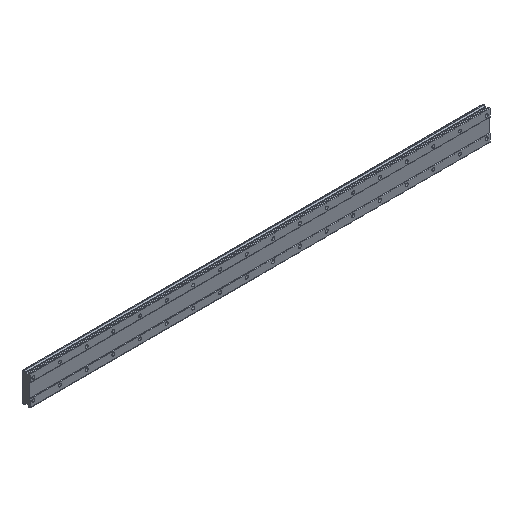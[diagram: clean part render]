
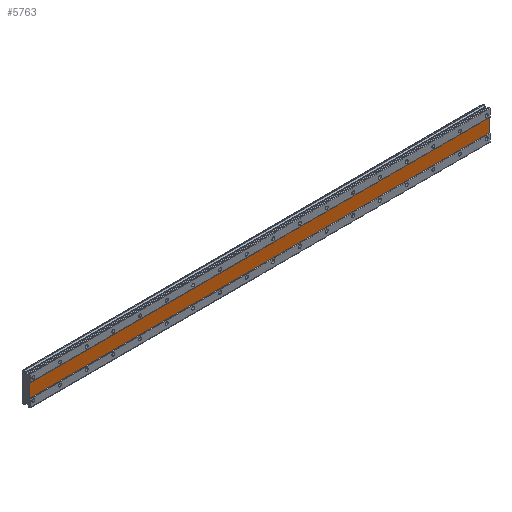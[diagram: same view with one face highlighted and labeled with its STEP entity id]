
A CAD part, isometric view. The second image highlights one B-rep face of the part: STEP entity #5763.
In plain terms, the highlighted planar face has unit normal (0, -1, 0).
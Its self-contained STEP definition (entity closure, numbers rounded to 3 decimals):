
#308 = VECTOR ( 'NONE', #5856, 1000. ) ;
#403 = VERTEX_POINT ( 'NONE', #1277 ) ;
#466 = AXIS2_PLACEMENT_3D ( 'NONE', #5498, #940, #829 ) ;
#700 = CARTESIAN_POINT ( 'NONE',  ( -10., 1., 20. ) ) ;
#829 = DIRECTION ( 'NONE',  ( 0., 0., 1. ) ) ;
#834 = DIRECTION ( 'NONE',  ( 0., 0., -1. ) ) ;
#906 = FACE_OUTER_BOUND ( 'NONE', #6680, .T. ) ;
#940 = DIRECTION ( 'NONE',  ( 0., 1., 0. ) ) ;
#990 = EDGE_CURVE ( 'NONE', #2816, #403, #6614, .T. ) ;
#1277 = CARTESIAN_POINT ( 'NONE',  ( 1370., 1., -20. ) ) ;
#1685 = EDGE_CURVE ( 'NONE', #4047, #2816, #3751, .T. ) ;
#1753 = EDGE_CURVE ( 'NONE', #403, #5313, #6422, .T. ) ;
#1856 = CARTESIAN_POINT ( 'NONE',  ( -10., 1., 20. ) ) ;
#2310 = DIRECTION ( 'NONE',  ( -1., 0., 0. ) ) ;
#2708 = ORIENTED_EDGE ( 'NONE', *, *, #5039, .F. ) ;
#2756 = CARTESIAN_POINT ( 'NONE',  ( 1370., 1., 20. ) ) ;
#2787 = DIRECTION ( 'NONE',  ( 0., 0., 1. ) ) ;
#2816 = VERTEX_POINT ( 'NONE', #2756 ) ;
#3008 = PLANE ( 'NONE',  #466 ) ;
#3339 = ORIENTED_EDGE ( 'NONE', *, *, #1753, .F. ) ;
#3450 = LINE ( 'NONE', #700, #4921 ) ;
#3735 = ORIENTED_EDGE ( 'NONE', *, *, #1685, .F. ) ;
#3751 = LINE ( 'NONE', #5762, #308 ) ;
#4003 = VECTOR ( 'NONE', #834, 1000. ) ;
#4047 = VERTEX_POINT ( 'NONE', #1856 ) ;
#4176 = ORIENTED_EDGE ( 'NONE', *, *, #990, .F. ) ;
#4388 = CARTESIAN_POINT ( 'NONE',  ( -10., 1., -20. ) ) ;
#4555 = CARTESIAN_POINT ( 'NONE',  ( 1370., 1., 20. ) ) ;
#4921 = VECTOR ( 'NONE', #2787, 1000. ) ;
#5035 = CARTESIAN_POINT ( 'NONE',  ( 1370., 1., -20. ) ) ;
#5039 = EDGE_CURVE ( 'NONE', #5313, #4047, #3450, .T. ) ;
#5313 = VERTEX_POINT ( 'NONE', #4388 ) ;
#5498 = CARTESIAN_POINT ( 'NONE',  ( 1370., 1., 20. ) ) ;
#5762 = CARTESIAN_POINT ( 'NONE',  ( 1370., 1., 20. ) ) ;
#5763 = ADVANCED_FACE ( 'NONE', ( #906 ), #3008, .F. ) ;
#5856 = DIRECTION ( 'NONE',  ( 1., 0., 0. ) ) ;
#6194 = VECTOR ( 'NONE', #2310, 1000. ) ;
#6422 = LINE ( 'NONE', #5035, #6194 ) ;
#6614 = LINE ( 'NONE', #4555, #4003 ) ;
#6680 = EDGE_LOOP ( 'NONE', ( #3339, #4176, #3735, #2708 ) ) ;
